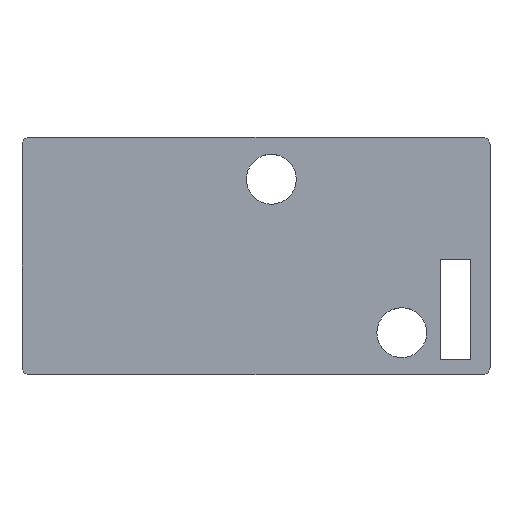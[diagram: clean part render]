
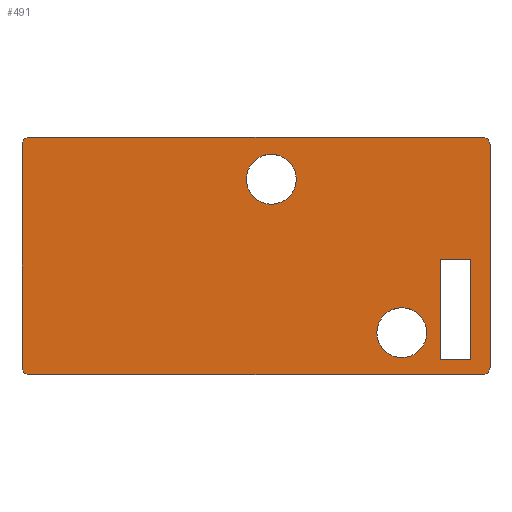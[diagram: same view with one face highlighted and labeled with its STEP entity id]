
A CAD part, top view. The second image highlights one B-rep face of the part: STEP entity #491.
In plain terms, the highlighted planar face has unit normal (0, 0, 1).
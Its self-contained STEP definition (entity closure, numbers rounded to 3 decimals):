
#24 = VERTEX_POINT('',#25);
#25 = CARTESIAN_POINT('',(-29.5,15.5,3.));
#31 = EDGE_CURVE('',#24,#32,#34,.T.);
#32 = VERTEX_POINT('',#33);
#33 = CARTESIAN_POINT('',(-30.5,14.5,3.));
#34 = CIRCLE('',#35,1.);
#35 = AXIS2_PLACEMENT_3D('',#36,#37,#38);
#36 = CARTESIAN_POINT('',(-29.5,14.5,3.));
#37 = DIRECTION('',(0.,0.,1.));
#38 = DIRECTION('',(1.,0.,0.));
#66 = VERTEX_POINT('',#67);
#67 = CARTESIAN_POINT('',(-30.5,-14.5,3.));
#73 = EDGE_CURVE('',#66,#32,#74,.T.);
#74 = LINE('',#75,#76);
#75 = CARTESIAN_POINT('',(-30.5,-14.5,3.));
#76 = VECTOR('',#77,1.);
#77 = DIRECTION('',(0.,1.,0.));
#95 = EDGE_CURVE('',#66,#96,#98,.T.);
#96 = VERTEX_POINT('',#97);
#97 = CARTESIAN_POINT('',(-29.5,-15.5,3.));
#98 = CIRCLE('',#99,1.);
#99 = AXIS2_PLACEMENT_3D('',#100,#101,#102);
#100 = CARTESIAN_POINT('',(-29.5,-14.5,3.));
#101 = DIRECTION('',(0.,0.,1.));
#102 = DIRECTION('',(1.,0.,0.));
#130 = VERTEX_POINT('',#131);
#131 = CARTESIAN_POINT('',(29.5,-15.5,3.));
#137 = EDGE_CURVE('',#130,#96,#138,.T.);
#138 = LINE('',#139,#140);
#139 = CARTESIAN_POINT('',(29.5,-15.5,3.));
#140 = VECTOR('',#141,1.);
#141 = DIRECTION('',(-1.,0.,0.));
#159 = EDGE_CURVE('',#130,#160,#162,.T.);
#160 = VERTEX_POINT('',#161);
#161 = CARTESIAN_POINT('',(30.5,-14.5,3.));
#162 = CIRCLE('',#163,1.);
#163 = AXIS2_PLACEMENT_3D('',#164,#165,#166);
#164 = CARTESIAN_POINT('',(29.5,-14.5,3.));
#165 = DIRECTION('',(0.,0.,1.));
#166 = DIRECTION('',(1.,0.,0.));
#194 = VERTEX_POINT('',#195);
#195 = CARTESIAN_POINT('',(30.5,14.5,3.));
#201 = EDGE_CURVE('',#194,#160,#202,.T.);
#202 = LINE('',#203,#204);
#203 = CARTESIAN_POINT('',(30.5,14.5,3.));
#204 = VECTOR('',#205,1.);
#205 = DIRECTION('',(0.,-1.,0.));
#223 = EDGE_CURVE('',#194,#224,#226,.T.);
#224 = VERTEX_POINT('',#225);
#225 = CARTESIAN_POINT('',(29.5,15.5,3.));
#226 = CIRCLE('',#227,1.);
#227 = AXIS2_PLACEMENT_3D('',#228,#229,#230);
#228 = CARTESIAN_POINT('',(29.5,14.5,3.));
#229 = DIRECTION('',(0.,0.,1.));
#230 = DIRECTION('',(1.,0.,0.));
#256 = EDGE_CURVE('',#24,#224,#257,.T.);
#257 = LINE('',#258,#259);
#258 = CARTESIAN_POINT('',(-29.5,15.5,3.));
#259 = VECTOR('',#260,1.);
#260 = DIRECTION('',(1.,0.,0.));
#280 = VERTEX_POINT('',#281);
#281 = CARTESIAN_POINT('',(24.,-0.5,3.));
#287 = EDGE_CURVE('',#280,#288,#290,.T.);
#288 = VERTEX_POINT('',#289);
#289 = CARTESIAN_POINT('',(28.,-0.5,3.));
#290 = LINE('',#291,#292);
#291 = CARTESIAN_POINT('',(24.,-0.5,3.));
#292 = VECTOR('',#293,1.);
#293 = DIRECTION('',(1.,0.,0.));
#318 = EDGE_CURVE('',#288,#319,#321,.T.);
#319 = VERTEX_POINT('',#320);
#320 = CARTESIAN_POINT('',(28.,-13.5,3.));
#321 = LINE('',#322,#323);
#322 = CARTESIAN_POINT('',(28.,-0.5,3.));
#323 = VECTOR('',#324,1.);
#324 = DIRECTION('',(0.,-1.,0.));
#349 = EDGE_CURVE('',#319,#350,#352,.T.);
#350 = VERTEX_POINT('',#351);
#351 = CARTESIAN_POINT('',(24.,-13.5,3.));
#352 = LINE('',#353,#354);
#353 = CARTESIAN_POINT('',(28.,-13.5,3.));
#354 = VECTOR('',#355,1.);
#355 = DIRECTION('',(-1.,0.,0.));
#380 = EDGE_CURVE('',#350,#280,#381,.T.);
#381 = LINE('',#382,#383);
#382 = CARTESIAN_POINT('',(24.,-13.5,3.));
#383 = VECTOR('',#384,1.);
#384 = DIRECTION('',(0.,1.,0.));
#404 = VERTEX_POINT('',#405);
#405 = CARTESIAN_POINT('',(5.25,10.,3.));
#411 = EDGE_CURVE('',#404,#404,#412,.T.);
#412 = CIRCLE('',#413,3.25);
#413 = AXIS2_PLACEMENT_3D('',#414,#415,#416);
#414 = CARTESIAN_POINT('',(2.,10.,3.));
#415 = DIRECTION('',(0.,0.,1.));
#416 = DIRECTION('',(1.,0.,0.));
#437 = VERTEX_POINT('',#438);
#438 = CARTESIAN_POINT('',(22.25,-10.,3.));
#444 = EDGE_CURVE('',#437,#437,#445,.T.);
#445 = CIRCLE('',#446,3.25);
#446 = AXIS2_PLACEMENT_3D('',#447,#448,#449);
#447 = CARTESIAN_POINT('',(19.,-10.,3.));
#448 = DIRECTION('',(0.,0.,1.));
#449 = DIRECTION('',(1.,0.,0.));
#491 = ADVANCED_FACE('',(#492,#502,#508,#511),#514,.T.);
#492 = FACE_BOUND('',#493,.T.);
#493 = EDGE_LOOP('',(#494,#495,#496,#497,#498,#499,#500,#501));
#494 = ORIENTED_EDGE('',*,*,#31,.T.);
#495 = ORIENTED_EDGE('',*,*,#73,.F.);
#496 = ORIENTED_EDGE('',*,*,#95,.T.);
#497 = ORIENTED_EDGE('',*,*,#137,.F.);
#498 = ORIENTED_EDGE('',*,*,#159,.T.);
#499 = ORIENTED_EDGE('',*,*,#201,.F.);
#500 = ORIENTED_EDGE('',*,*,#223,.T.);
#501 = ORIENTED_EDGE('',*,*,#256,.F.);
#502 = FACE_BOUND('',#503,.T.);
#503 = EDGE_LOOP('',(#504,#505,#506,#507));
#504 = ORIENTED_EDGE('',*,*,#287,.T.);
#505 = ORIENTED_EDGE('',*,*,#318,.T.);
#506 = ORIENTED_EDGE('',*,*,#349,.T.);
#507 = ORIENTED_EDGE('',*,*,#380,.T.);
#508 = FACE_BOUND('',#509,.F.);
#509 = EDGE_LOOP('',(#510));
#510 = ORIENTED_EDGE('',*,*,#411,.T.);
#511 = FACE_BOUND('',#512,.F.);
#512 = EDGE_LOOP('',(#513));
#513 = ORIENTED_EDGE('',*,*,#444,.T.);
#514 = PLANE('',#515);
#515 = AXIS2_PLACEMENT_3D('',#516,#517,#518);
#516 = CARTESIAN_POINT('',(4.955,-0.952,3.));
#517 = DIRECTION('',(0.,0.,1.));
#518 = DIRECTION('',(1.,0.,0.));
